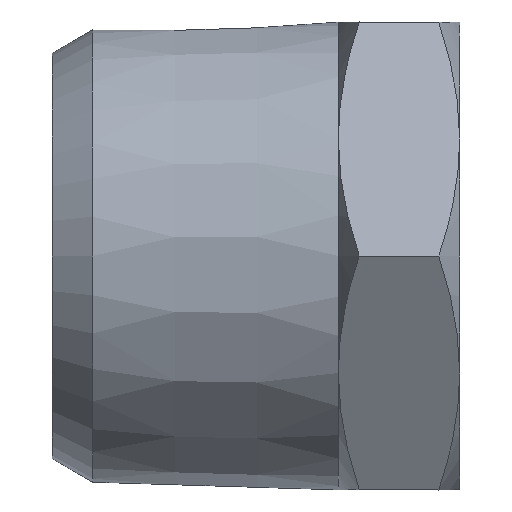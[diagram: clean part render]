
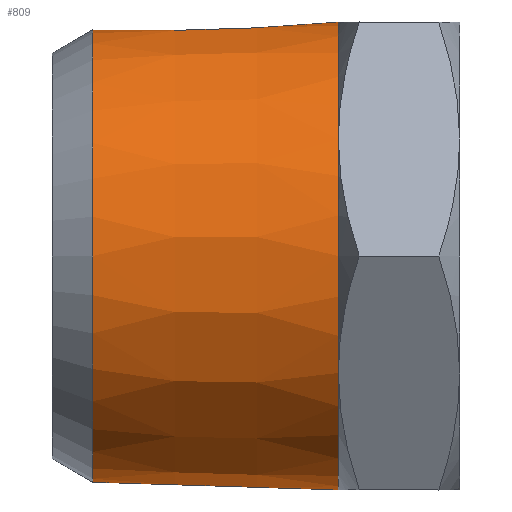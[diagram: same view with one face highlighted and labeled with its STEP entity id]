
A CAD part, left-side view. The second image highlights one B-rep face of the part: STEP entity #809.
In plain terms, the highlighted conical face has half-angle 1.79 degrees and reference radius 13.05 mm.
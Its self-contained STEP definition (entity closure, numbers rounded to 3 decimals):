
#10 = AXIS2_PLACEMENT_3D ( 'NONE', #491, #490, #492 ) ;
#39 = AXIS2_PLACEMENT_3D ( 'NONE', #455, #452, #449 ) ;
#63 = AXIS2_PLACEMENT_3D ( 'NONE', #774, #741, #417 ) ;
#70 = EDGE_CURVE ( 'NONE', #142, #142, #411, .T. ) ;
#90 = EDGE_CURVE ( 'NONE', #128, #128, #388, .T. ) ;
#114 = FACE_BOUND ( 'NONE', #211, .T. ) ;
#128 = VERTEX_POINT ( 'NONE', #461 ) ;
#142 = VERTEX_POINT ( 'NONE', #465 ) ;
#146 = CONICAL_SURFACE ( 'NONE', #10, 13.05, 0.031 ) ;
#156 = FACE_OUTER_BOUND ( 'NONE', #325, .T. ) ;
#211 = EDGE_LOOP ( 'NONE', ( #247 ) ) ;
#247 = ORIENTED_EDGE ( 'NONE', *, *, #90, .F. ) ;
#312 = ORIENTED_EDGE ( 'NONE', *, *, #70, .F. ) ;
#325 = EDGE_LOOP ( 'NONE', ( #312 ) ) ;
#388 = CIRCLE ( 'NONE', #39, 13.05 ) ;
#411 = CIRCLE ( 'NONE', #63, 13.493 ) ;
#417 = DIRECTION ( 'NONE',  ( 0., 0., -1. ) ) ;
#449 = DIRECTION ( 'NONE',  ( 0., 0., -1. ) ) ;
#452 = DIRECTION ( 'NONE',  ( 0., 1., 0. ) ) ;
#455 = CARTESIAN_POINT ( 'NONE',  ( 0., 21.162, 0. ) ) ;
#461 = CARTESIAN_POINT ( 'NONE',  ( 0., 21.162, -13.05 ) ) ;
#465 = CARTESIAN_POINT ( 'NONE',  ( 0., 7., -13.493 ) ) ;
#490 = DIRECTION ( 'NONE',  ( 0., -1., 0. ) ) ;
#491 = CARTESIAN_POINT ( 'NONE',  ( 0., 21.162, 0. ) ) ;
#492 = DIRECTION ( 'NONE',  ( 0., 0., -1. ) ) ;
#741 = DIRECTION ( 'NONE',  ( 0., -1., 0. ) ) ;
#774 = CARTESIAN_POINT ( 'NONE',  ( 0., 7., 0. ) ) ;
#809 = ADVANCED_FACE ( 'NONE', ( #114, #156 ), #146, .T. ) ;
